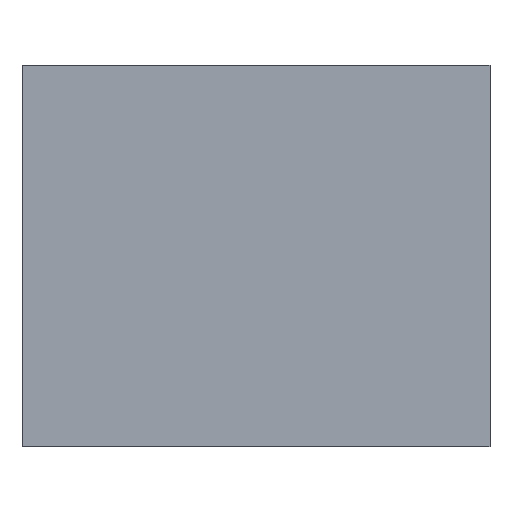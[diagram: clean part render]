
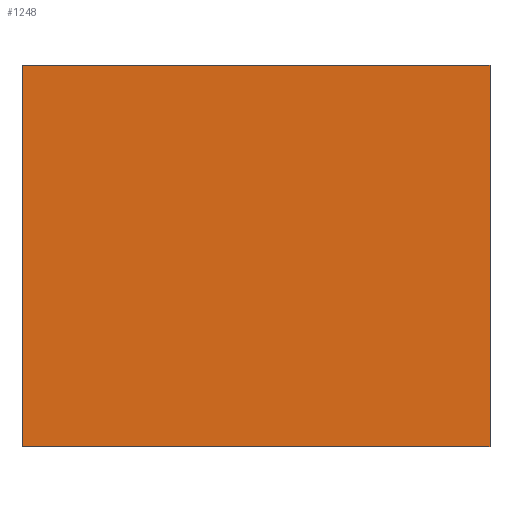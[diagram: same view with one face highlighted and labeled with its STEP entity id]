
A CAD part, left-side view. The second image highlights one B-rep face of the part: STEP entity #1248.
In plain terms, the highlighted planar face has unit normal (-1, 0, 0).
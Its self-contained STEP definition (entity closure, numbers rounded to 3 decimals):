
#24 = EDGE_CURVE ( 'NONE', #220, #1426, #421, .T. ) ;
#89 = LINE ( 'NONE', #107, #1417 ) ;
#107 = CARTESIAN_POINT ( 'NONE',  ( -10., -6.75, 2.3 ) ) ;
#151 = EDGE_CURVE ( 'NONE', #220, #658, #851, .T. ) ;
#158 = PLANE ( 'NONE',  #869 ) ;
#218 = CARTESIAN_POINT ( 'NONE',  ( -10., 6.75, 2.3 ) ) ;
#220 = VERTEX_POINT ( 'NONE', #353 ) ;
#257 = LINE ( 'NONE', #1633, #1365 ) ;
#265 = DIRECTION ( 'NONE',  ( 0., -1., 0. ) ) ;
#308 = VECTOR ( 'NONE', #807, 1000. ) ;
#319 = CARTESIAN_POINT ( 'NONE',  ( -10., 6.75, 0. ) ) ;
#353 = CARTESIAN_POINT ( 'NONE',  ( -10., 6.75, 11. ) ) ;
#406 = DIRECTION ( 'NONE',  ( 1., 0., 0. ) ) ;
#421 = LINE ( 'NONE', #1060, #308 ) ;
#438 = CARTESIAN_POINT ( 'NONE',  ( -10., -6.75, 11. ) ) ;
#454 = CARTESIAN_POINT ( 'NONE',  ( -10., -6.75, 0. ) ) ;
#468 = ORIENTED_EDGE ( 'NONE', *, *, #1552, .T. ) ;
#491 = ORIENTED_EDGE ( 'NONE', *, *, #24, .F. ) ;
#503 = ORIENTED_EDGE ( 'NONE', *, *, #1119, .F. ) ;
#590 = DIRECTION ( 'NONE',  ( 0., 0., -1. ) ) ;
#658 = VERTEX_POINT ( 'NONE', #319 ) ;
#807 = DIRECTION ( 'NONE',  ( 0., -1., 0. ) ) ;
#851 = LINE ( 'NONE', #218, #1630 ) ;
#869 = AXIS2_PLACEMENT_3D ( 'NONE', #1034, #406, #1414 ) ;
#896 = FACE_OUTER_BOUND ( 'NONE', #1423, .T. ) ;
#1034 = CARTESIAN_POINT ( 'NONE',  ( -10., 6.75, 2.3 ) ) ;
#1051 = VERTEX_POINT ( 'NONE', #454 ) ;
#1060 = CARTESIAN_POINT ( 'NONE',  ( -10., 6.75, 11. ) ) ;
#1112 = DIRECTION ( 'NONE',  ( 0., 0., -1. ) ) ;
#1119 = EDGE_CURVE ( 'NONE', #1426, #1051, #89, .T. ) ;
#1174 = ORIENTED_EDGE ( 'NONE', *, *, #151, .T. ) ;
#1248 = ADVANCED_FACE ( 'NONE', ( #896 ), #158, .F. ) ;
#1365 = VECTOR ( 'NONE', #265, 1000. ) ;
#1414 = DIRECTION ( 'NONE',  ( 0., 0., -1. ) ) ;
#1417 = VECTOR ( 'NONE', #590, 1000. ) ;
#1423 = EDGE_LOOP ( 'NONE', ( #468, #503, #491, #1174 ) ) ;
#1426 = VERTEX_POINT ( 'NONE', #438 ) ;
#1552 = EDGE_CURVE ( 'NONE', #658, #1051, #257, .T. ) ;
#1630 = VECTOR ( 'NONE', #1112, 1000. ) ;
#1633 = CARTESIAN_POINT ( 'NONE',  ( -10., 6.75, 0. ) ) ;
